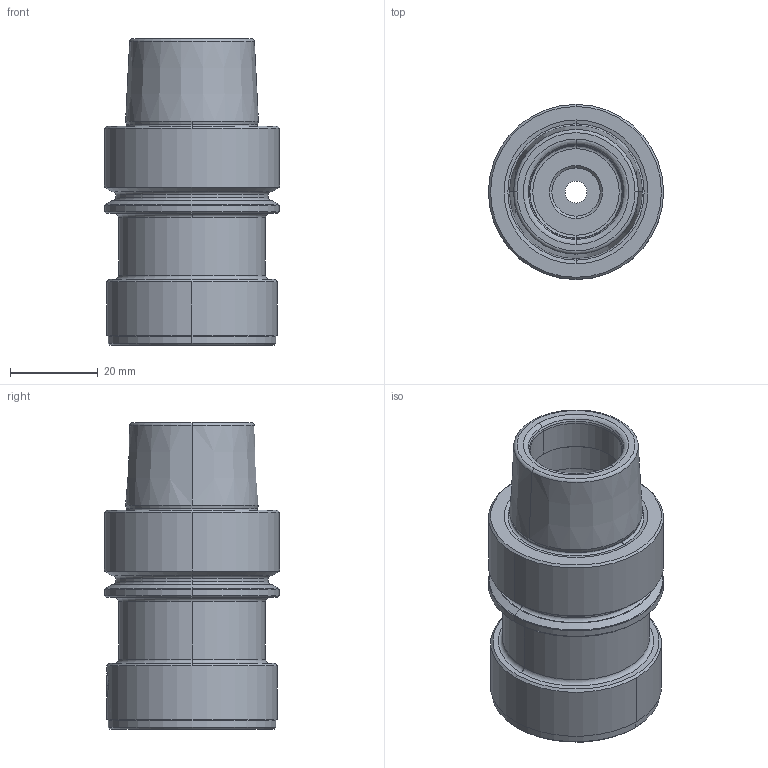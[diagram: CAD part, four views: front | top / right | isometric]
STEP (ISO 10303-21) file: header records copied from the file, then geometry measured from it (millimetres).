
FILE_DESCRIPTION(('no description'),'unknown implementation level');
FILE_NAME('3E592148-EAE8-4A5C-9769-6E5D42FAC7EF_export.stp',' ',('CIMSOURCE GmbH'),('CADClick - KiM GmbH - www.kimweb.de'),'unknown preprocess','ACIS','unknown authorization');
FILE_SCHEMA(('automotive_design'));
Length unit declared in the file: millimetre
Products named in the file (2): 324.142F Kaiser HSK-A40xCK4x72|690.434 Kaiser ETL M8 X 11 CK4;Schnitt-Linear austragen2; 324.142F Kaiser HSK-A40xCK4x72|324.141F Kaiser HSK-E40xCK4x72;Verrundung3
Bounding box: 39.95 x 39.95 x 69.9 mm (x, y, z)
Volume: 45094 mm3; surface area: 15780.3 mm2
Topology: 2 solids, 2 shells, 155 faces, 351 edges, 205 vertices
Faces by surface type: cone 56, cylinder 38, plane 33, torus 28
Entity records: 8541 total; most frequent: CARTESIAN_POINT 892, DIRECTION 853, STYLED_ITEM 711, PRESENTATION_STYLE_ASSIGNMENT 711, COLOUR_RGB 711, ORIENTED_EDGE 698, AXIS2_PLACEMENT_3D 360, EDGE_CURVE 349
